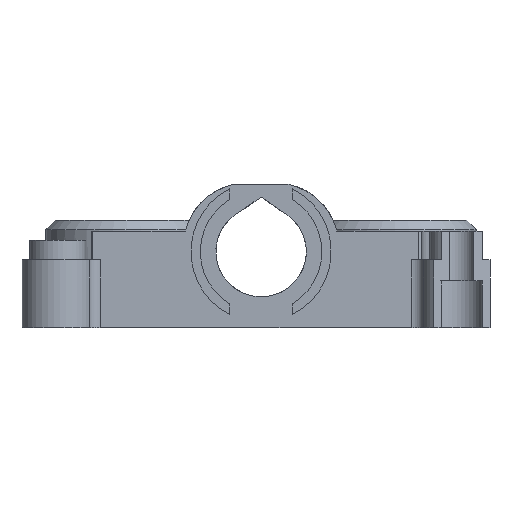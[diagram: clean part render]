
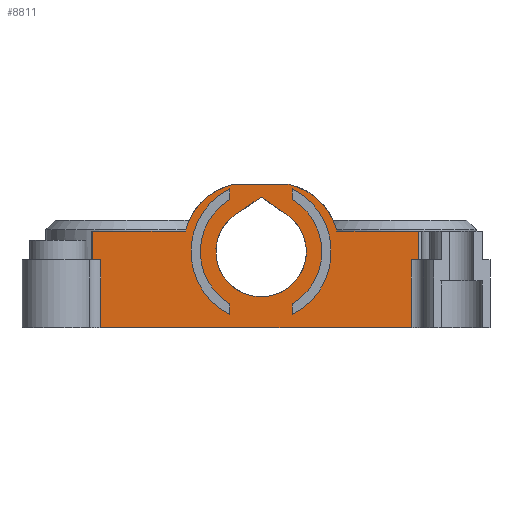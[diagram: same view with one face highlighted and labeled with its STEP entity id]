
A CAD part, front view. The second image highlights one B-rep face of the part: STEP entity #8811.
In plain terms, the highlighted planar face has unit normal (0, -1, 0).
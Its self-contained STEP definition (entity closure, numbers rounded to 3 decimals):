
#31=FACE_BOUND('',#971,.T.);
#32=FACE_BOUND('',#972,.T.);
#33=FACE_BOUND('',#973,.T.);
#91=PLANE('',#9338);
#243=CIRCLE('',#9339,10.144);
#244=CIRCLE('',#9340,10.144);
#245=CIRCLE('',#9341,7.25);
#246=CIRCLE('',#9342,11.25);
#247=CIRCLE('',#9343,9.75);
#248=CIRCLE('',#9344,9.75);
#249=CIRCLE('',#9345,11.25);
#473=FACE_OUTER_BOUND('',#970,.T.);
#970=EDGE_LOOP('',(#5845,#5846,#5847,#5848,#5849,#5850,#5851,#5852,#5853,
#5854,#5855,#5856));
#971=EDGE_LOOP('',(#5857,#5858,#5859));
#972=EDGE_LOOP('',(#5860,#5861,#5862,#5863));
#973=EDGE_LOOP('',(#5864,#5865,#5866,#5867));
#1506=LINE('',#11949,#2118);
#1521=LINE('',#11999,#2133);
#1523=LINE('',#12012,#2135);
#1526=LINE('',#12027,#2138);
#1528=LINE('',#12032,#2140);
#1529=LINE('',#12033,#2141);
#1530=LINE('',#12035,#2142);
#1531=LINE('',#12039,#2143);
#1532=LINE('',#12043,#2144);
#1533=LINE('',#12045,#2145);
#1534=LINE('',#12046,#2146);
#1535=LINE('',#12048,#2147);
#1536=LINE('',#12054,#2148);
#1537=LINE('',#12057,#2149);
#1538=LINE('',#12060,#2150);
#1539=LINE('',#12064,#2151);
#2118=VECTOR('',#9746,10.);
#2133=VECTOR('',#9785,10.);
#2135=VECTOR('',#9799,10.);
#2138=VECTOR('',#9814,10.);
#2140=VECTOR('',#9820,10.);
#2141=VECTOR('',#9821,10.);
#2142=VECTOR('',#9822,10.);
#2143=VECTOR('',#9825,10.);
#2144=VECTOR('',#9828,10.);
#2145=VECTOR('',#9829,10.);
#2146=VECTOR('',#9830,10.);
#2147=VECTOR('',#9831,10.);
#2148=VECTOR('',#9836,10.);
#2149=VECTOR('',#9839,10.);
#2150=VECTOR('',#9840,10.);
#2151=VECTOR('',#9843,10.);
#3397=VERTEX_POINT('',#11946);
#3398=VERTEX_POINT('',#11948);
#3415=VERTEX_POINT('',#11992);
#3418=VERTEX_POINT('',#11997);
#3421=VERTEX_POINT('',#12008);
#3423=VERTEX_POINT('',#12011);
#3428=VERTEX_POINT('',#12024);
#3429=VERTEX_POINT('',#12026);
#3431=VERTEX_POINT('',#12034);
#3432=VERTEX_POINT('',#12036);
#3433=VERTEX_POINT('',#12038);
#3434=VERTEX_POINT('',#12040);
#3435=VERTEX_POINT('',#12042);
#3436=VERTEX_POINT('',#12044);
#3437=VERTEX_POINT('',#12047);
#3438=VERTEX_POINT('',#12050);
#3439=VERTEX_POINT('',#12051);
#3440=VERTEX_POINT('',#12053);
#3441=VERTEX_POINT('',#12055);
#3442=VERTEX_POINT('',#12058);
#3443=VERTEX_POINT('',#12059);
#3444=VERTEX_POINT('',#12061);
#3445=VERTEX_POINT('',#12063);
#4353=EDGE_CURVE('',#3398,#3397,#1506,.T.);
#4376=EDGE_CURVE('',#3418,#3415,#1521,.T.);
#4382=EDGE_CURVE('',#3421,#3423,#1523,.T.);
#4389=EDGE_CURVE('',#3428,#3429,#1526,.T.);
#4392=EDGE_CURVE('',#3418,#3423,#1528,.T.);
#4393=EDGE_CURVE('',#3421,#3429,#1529,.T.);
#4394=EDGE_CURVE('',#3428,#3431,#1530,.T.);
#4395=EDGE_CURVE('',#3431,#3432,#243,.T.);
#4396=EDGE_CURVE('',#3433,#3432,#1531,.T.);
#4397=EDGE_CURVE('',#3433,#3434,#244,.T.);
#4398=EDGE_CURVE('',#3434,#3435,#1532,.T.);
#4399=EDGE_CURVE('',#3436,#3435,#1533,.T.);
#4400=EDGE_CURVE('',#3436,#3415,#1534,.T.);
#4401=EDGE_CURVE('',#3437,#3398,#1535,.T.);
#4402=EDGE_CURVE('',#3397,#3437,#245,.T.);
#4403=EDGE_CURVE('',#3438,#3439,#246,.T.);
#4404=EDGE_CURVE('',#3439,#3440,#1536,.T.);
#4405=EDGE_CURVE('',#3440,#3441,#247,.T.);
#4406=EDGE_CURVE('',#3441,#3438,#1537,.T.);
#4407=EDGE_CURVE('',#3442,#3443,#1538,.T.);
#4408=EDGE_CURVE('',#3443,#3444,#248,.T.);
#4409=EDGE_CURVE('',#3444,#3445,#1539,.T.);
#4410=EDGE_CURVE('',#3445,#3442,#249,.T.);
#5845=ORIENTED_EDGE('',*,*,#4376,.F.);
#5846=ORIENTED_EDGE('',*,*,#4392,.T.);
#5847=ORIENTED_EDGE('',*,*,#4382,.F.);
#5848=ORIENTED_EDGE('',*,*,#4393,.T.);
#5849=ORIENTED_EDGE('',*,*,#4389,.F.);
#5850=ORIENTED_EDGE('',*,*,#4394,.T.);
#5851=ORIENTED_EDGE('',*,*,#4395,.T.);
#5852=ORIENTED_EDGE('',*,*,#4396,.F.);
#5853=ORIENTED_EDGE('',*,*,#4397,.T.);
#5854=ORIENTED_EDGE('',*,*,#4398,.T.);
#5855=ORIENTED_EDGE('',*,*,#4399,.F.);
#5856=ORIENTED_EDGE('',*,*,#4400,.T.);
#5857=ORIENTED_EDGE('',*,*,#4401,.T.);
#5858=ORIENTED_EDGE('',*,*,#4353,.T.);
#5859=ORIENTED_EDGE('',*,*,#4402,.T.);
#5860=ORIENTED_EDGE('',*,*,#4403,.T.);
#5861=ORIENTED_EDGE('',*,*,#4404,.T.);
#5862=ORIENTED_EDGE('',*,*,#4405,.T.);
#5863=ORIENTED_EDGE('',*,*,#4406,.T.);
#5864=ORIENTED_EDGE('',*,*,#4407,.T.);
#5865=ORIENTED_EDGE('',*,*,#4408,.T.);
#5866=ORIENTED_EDGE('',*,*,#4409,.T.);
#5867=ORIENTED_EDGE('',*,*,#4410,.T.);
#8811=ADVANCED_FACE('',(#473,#31,#32,#33),#91,.T.);
#9338=AXIS2_PLACEMENT_3D('',#12031,#9818,#9819);
#9339=AXIS2_PLACEMENT_3D('',#12037,#9823,#9824);
#9340=AXIS2_PLACEMENT_3D('',#12041,#9826,#9827);
#9341=AXIS2_PLACEMENT_3D('',#12049,#9832,#9833);
#9342=AXIS2_PLACEMENT_3D('',#12052,#9834,#9835);
#9343=AXIS2_PLACEMENT_3D('',#12056,#9837,#9838);
#9344=AXIS2_PLACEMENT_3D('',#12062,#9841,#9842);
#9345=AXIS2_PLACEMENT_3D('',#12065,#9844,#9845);
#9746=DIRECTION('',(0.819,0.,-0.574));
#9785=DIRECTION('',(0.,0.,1.));
#9799=DIRECTION('',(0.,0.,-1.));
#9814=DIRECTION('',(0.,0.,-1.));
#9818=DIRECTION('center_axis',(0.,-1.,0.));
#9819=DIRECTION('ref_axis',(1.,0.,0.));
#9820=DIRECTION('',(1.,0.,0.));
#9821=DIRECTION('',(1.,0.,0.));
#9822=DIRECTION('',(-1.,0.,0.));
#9823=DIRECTION('center_axis',(0.,-1.,0.));
#9824=DIRECTION('ref_axis',(0.971,0.,0.241));
#9825=DIRECTION('',(1.,0.,0.));
#9826=DIRECTION('center_axis',(0.,-1.,0.));
#9827=DIRECTION('ref_axis',(0.,0.,1.));
#9828=DIRECTION('',(-1.,0.,0.));
#9829=DIRECTION('',(0.,0.,1.));
#9830=DIRECTION('',(1.,0.,0.));
#9831=DIRECTION('',(0.819,0.,0.574));
#9832=DIRECTION('center_axis',(0.,1.,0.));
#9833=DIRECTION('ref_axis',(1.,0.,0.));
#9834=DIRECTION('center_axis',(0.,1.,0.));
#9835=DIRECTION('ref_axis',(1.,0.,0.));
#9836=DIRECTION('',(0.,0.,-1.));
#9837=DIRECTION('center_axis',(0.,-1.,0.));
#9838=DIRECTION('ref_axis',(1.,0.,0.));
#9839=DIRECTION('',(0.,0.,-1.));
#9840=DIRECTION('',(0.,0.,1.));
#9841=DIRECTION('center_axis',(0.,-1.,0.));
#9842=DIRECTION('ref_axis',(1.,0.,0.));
#9843=DIRECTION('',(0.,0.,1.));
#9844=DIRECTION('center_axis',(0.,1.,0.));
#9845=DIRECTION('ref_axis',(1.,0.,0.));
#11946=CARTESIAN_POINT('',(3.25,-23.,18.681));
#11948=CARTESIAN_POINT('',(0.,-23.,20.956));
#11949=CARTESIAN_POINT('',(-2.527,-23.,22.726));
#11992=CARTESIAN_POINT('',(-25.685,-23.,10.9));
#11997=CARTESIAN_POINT('',(-25.685,-23.,0.));
#11999=CARTESIAN_POINT('',(-25.685,-23.,0.));
#12008=CARTESIAN_POINT('',(24.05,-23.,10.9));
#12011=CARTESIAN_POINT('',(24.05,-23.,0.));
#12012=CARTESIAN_POINT('',(24.05,-23.,0.));
#12024=CARTESIAN_POINT('',(25.263,-23.,15.5));
#12026=CARTESIAN_POINT('',(25.263,-23.,10.9));
#12027=CARTESIAN_POINT('',(25.263,-23.,0.));
#12031=CARTESIAN_POINT('Origin',(-27.049,-23.,0.));
#12032=CARTESIAN_POINT('',(-27.83,-23.,0.));
#12033=CARTESIAN_POINT('',(2.1,-23.,10.9));
#12034=CARTESIAN_POINT('',(12.146,-23.,15.5));
#12035=CARTESIAN_POINT('',(6.114,-23.,15.5));
#12036=CARTESIAN_POINT('',(4.305,-23.,23.));
#12037=CARTESIAN_POINT('Origin',(2.3,-23.,13.056));
#12038=CARTESIAN_POINT('',(-4.305,-23.,23.));
#12039=CARTESIAN_POINT('',(-27.83,-23.,23.));
#12040=CARTESIAN_POINT('',(-12.146,-23.,15.5));
#12041=CARTESIAN_POINT('Origin',(-2.3,-23.,13.056));
#12042=CARTESIAN_POINT('',(-27.049,-23.,15.5));
#12043=CARTESIAN_POINT('',(-19.598,-23.,15.5));
#12044=CARTESIAN_POINT('',(-27.049,-23.,10.9));
#12045=CARTESIAN_POINT('',(-27.049,-23.,0.));
#12046=CARTESIAN_POINT('',(-29.748,-23.,10.9));
#12047=CARTESIAN_POINT('',(-3.25,-23.,18.681));
#12048=CARTESIAN_POINT('',(-13.998,-23.,11.155));
#12049=CARTESIAN_POINT('Origin',(0.,-23.,
12.2));
#12050=CARTESIAN_POINT('',(-5.,-23.,2.122));
#12051=CARTESIAN_POINT('',(-5.,-23.,22.278));
#12052=CARTESIAN_POINT('Origin',(0.,-23.,
12.2));
#12053=CARTESIAN_POINT('',(-5.,-23.,20.57));
#12054=CARTESIAN_POINT('',(-5.,-23.,10.285));
#12055=CARTESIAN_POINT('',(-5.,-23.,3.83));
#12056=CARTESIAN_POINT('Origin',(0.,-23.,
12.2));
#12057=CARTESIAN_POINT('',(-5.,-23.,1.061));
#12058=CARTESIAN_POINT('',(5.,-23.,2.122));
#12059=CARTESIAN_POINT('',(5.,-23.,3.83));
#12060=CARTESIAN_POINT('',(5.,-23.,1.915));
#12061=CARTESIAN_POINT('',(5.,-23.,20.57));
#12062=CARTESIAN_POINT('Origin',(0.,-23.,
12.2));
#12063=CARTESIAN_POINT('',(5.,-23.,22.278));
#12064=CARTESIAN_POINT('',(5.,-23.,11.139));
#12065=CARTESIAN_POINT('Origin',(0.,-23.,
12.2));
